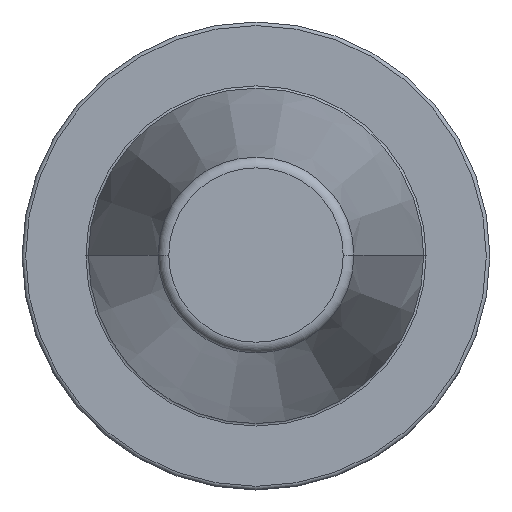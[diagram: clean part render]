
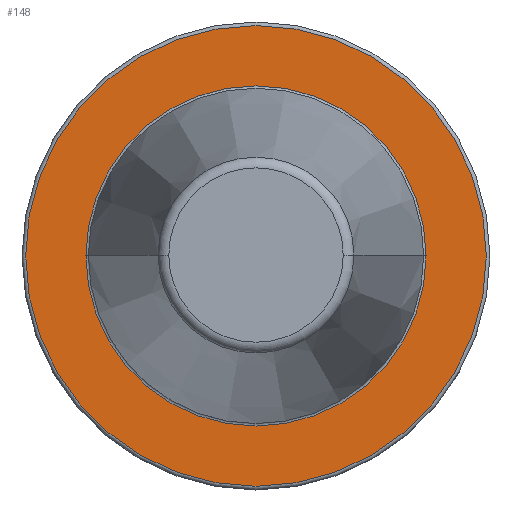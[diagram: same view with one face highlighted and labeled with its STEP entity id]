
A CAD part, top view. The second image highlights one B-rep face of the part: STEP entity #148.
In plain terms, the highlighted planar face has unit normal (0, 0, 1).
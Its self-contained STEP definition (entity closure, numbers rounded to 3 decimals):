
#148=ADVANCED_FACE('',(#182,#183),#173,.F.);
#173=PLANE('',#634);
#182=FACE_BOUND('',#205,.T.);
#183=FACE_BOUND('',#206,.T.);
#205=EDGE_LOOP('',(#292,#293));
#206=EDGE_LOOP('',(#294));
#292=ORIENTED_EDGE('',*,*,#426,.T.);
#293=ORIENTED_EDGE('',*,*,#428,.T.);
#294=ORIENTED_EDGE('',*,*,#467,.T.);
#381=VERTEX_POINT('',#905);
#384=VERTEX_POINT('',#910);
#409=VERTEX_POINT('',#991);
#426=EDGE_CURVE('',#381,#384,#499,.T.);
#428=EDGE_CURVE('',#384,#381,#501,.T.);
#467=EDGE_CURVE('',#409,#409,#529,.T.);
#499=CIRCLE('',#589,35.425);
#501=CIRCLE('',#592,35.425);
#529=CIRCLE('',#633,47.975);
#589=AXIS2_PLACEMENT_3D('',#911,#699,#700);
#592=AXIS2_PLACEMENT_3D('',#914,#705,#706);
#633=AXIS2_PLACEMENT_3D('',#990,#798,#799);
#634=AXIS2_PLACEMENT_3D('',#992,#800,#801);
#699=DIRECTION('',(0.,0.,-1.));
#700=DIRECTION('',(-1.,0.,0.));
#705=DIRECTION('',(0.,0.,-1.));
#706=DIRECTION('',(-1.,0.,0.));
#798=DIRECTION('',(0.,0.,1.));
#799=DIRECTION('',(-1.,0.,0.));
#800=DIRECTION('',(0.,0.,-1.));
#801=DIRECTION('',(1.,0.,0.));
#905=CARTESIAN_POINT('',(-35.425,0.,-3.2));
#910=CARTESIAN_POINT('',(35.425,0.,-3.2));
#911=CARTESIAN_POINT('',(0.,0.,-3.2));
#914=CARTESIAN_POINT('',(0.,0.,-3.2));
#990=CARTESIAN_POINT('',(0.,0.,-3.2));
#991=CARTESIAN_POINT('',(-47.975,0.,-3.2));
#992=CARTESIAN_POINT('',(0.,35.425,-3.2));
